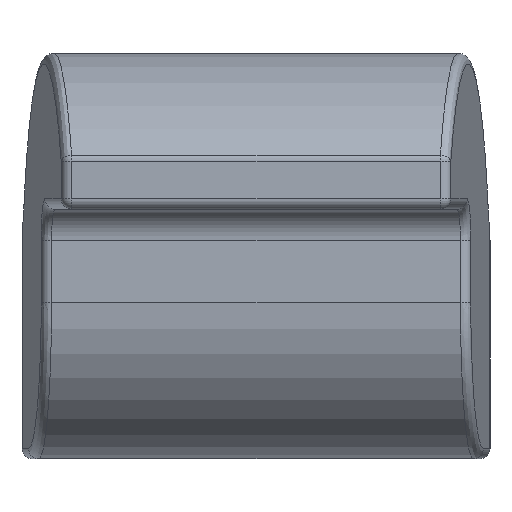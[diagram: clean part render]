
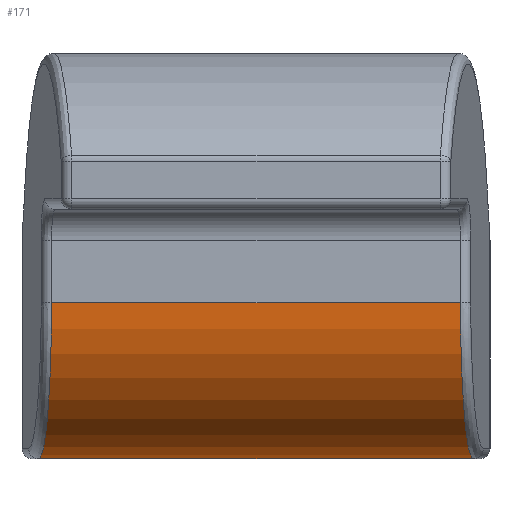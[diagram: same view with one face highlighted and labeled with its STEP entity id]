
A CAD part, left-side view. The second image highlights one B-rep face of the part: STEP entity #171.
In plain terms, the highlighted cylindrical face has radius 15 mm (diameter 30 mm), a partial arc.
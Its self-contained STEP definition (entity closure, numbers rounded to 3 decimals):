
#171 = ADVANCED_FACE( '', ( #382 ), #383, .T. );
#382 = FACE_OUTER_BOUND( '', #3129, .T. );
#383 = CYLINDRICAL_SURFACE( '', #3130, 15. );
#3129 = EDGE_LOOP( '', ( #3783, #3784, #3785, #3786 ) );
#3130 = AXIS2_PLACEMENT_3D( '', #3787, #3788, #3789 );
#3783 = ORIENTED_EDGE( '', *, *, #3938, .F. );
#3784 = ORIENTED_EDGE( '', *, *, #4048, .T. );
#3785 = ORIENTED_EDGE( '', *, *, #3860, .F. );
#3786 = ORIENTED_EDGE( '', *, *, #3990, .T. );
#3787 = CARTESIAN_POINT( '', ( -88., -22.5, 15. ) );
#3788 = DIRECTION( '', ( 0., -1., 0. ) );
#3789 = DIRECTION( '', ( 0., 0., 1. ) );
#3860 = EDGE_CURVE( '', #4088, #4089, #4090, .T. );
#3938 = EDGE_CURVE( '', #4226, #4228, #4229, .F. );
#3990 = EDGE_CURVE( '', #4088, #4228, #4315, .F. );
#4048 = EDGE_CURVE( '', #4226, #4089, #4391, .T. );
#4088 = VERTEX_POINT( '', #4434 );
#4089 = VERTEX_POINT( '', #4435 );
#4090 = LINE( '', #4436, #4437 );
#4226 = VERTEX_POINT( '', #5181 );
#4228 = VERTEX_POINT( '', #5184 );
#4229 = LINE( '', #5185, #5186 );
#4315 = ELLIPSE( '', #5300, 15.05, 15. );
#4391 = ELLIPSE( '', #5547, 15.05, 15. );
#4434 = CARTESIAN_POINT( '', ( -88., -20.884, 0. ) );
#4435 = CARTESIAN_POINT( '', ( -88., 20.884, 0. ) );
#4436 = CARTESIAN_POINT( '', ( -88., -22.5, 0. ) );
#4437 = VECTOR( '', #5595, 1000. );
#5181 = CARTESIAN_POINT( '', ( -103., 19.659, 15. ) );
#5184 = CARTESIAN_POINT( '', ( -103., -19.659, 15. ) );
#5185 = CARTESIAN_POINT( '', ( -103., -22.5, 15. ) );
#5186 = VECTOR( '', #5732, 1000. );
#5300 = AXIS2_PLACEMENT_3D( '', #5830, #5831, #5832 );
#5547 = AXIS2_PLACEMENT_3D( '', #5960, #5961, #5962 );
#5595 = DIRECTION( '', ( 0., 1., 0. ) );
#5732 = DIRECTION( '', ( 0., 1., 0. ) );
#5830 = CARTESIAN_POINT( '', ( -88., -20.884, 15. ) );
#5831 = DIRECTION( '', ( -0.081, -0.997, 0. ) );
#5832 = DIRECTION( '', ( -0.997, 0.081, 0. ) );
#5960 = CARTESIAN_POINT( '', ( -88., 20.884, 15. ) );
#5961 = DIRECTION( '', ( 0.081, -0.997, 0. ) );
#5962 = DIRECTION( '', ( 0.997, 0.081, 0. ) );
